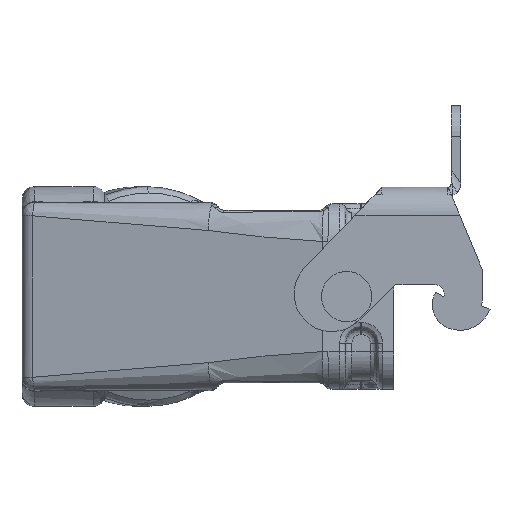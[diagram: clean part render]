
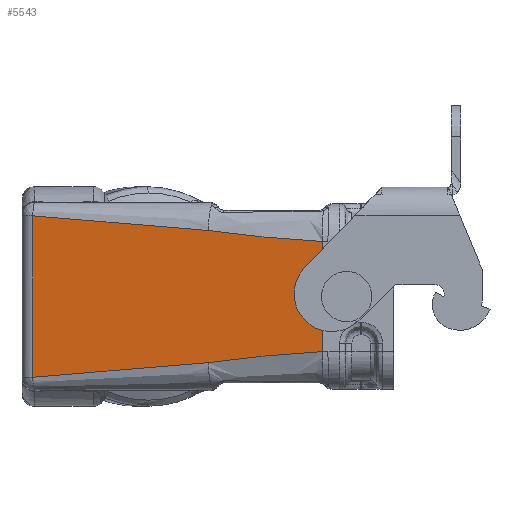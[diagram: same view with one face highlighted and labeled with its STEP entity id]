
A CAD part, left-side view. The second image highlights one B-rep face of the part: STEP entity #5543.
In plain terms, the highlighted planar face has unit normal (-0.99, 0.139, 0).
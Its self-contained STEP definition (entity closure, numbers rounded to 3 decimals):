
#4749=B_SPLINE_CURVE_WITH_KNOTS('',3,(#21428,#21429,#21430,#21431,#21432,
#21433,#21434,#21435,#21436,#21437),.UNSPECIFIED.,.F.,.F.,(4,3,3,4),(0.,
0.026,0.634,1.),.UNSPECIFIED.);
#4788=B_SPLINE_CURVE_WITH_KNOTS('',3,(#22567,#22568,#22569,#22570,#22571,
#22572,#22573,#22574,#22575,#22576),.UNSPECIFIED.,.F.,.F.,(4,3,3,4),(0.,
0.026,0.634,1.),.UNSPECIFIED.);
#4848=B_SPLINE_CURVE_WITH_KNOTS('',3,(#24520,#24521,#24522,#24523,#24524,
#24525,#24526,#24527,#24528,#24529,#24530,#24531,#24532,#24533,#24534,#24535,
#24536,#24537,#24538,#24539,#24540,#24541),.UNSPECIFIED.,.F.,.F.,(4,2,2,
2,2,2,2,2,2,2,4),(0.,0.023,0.046,0.077,
0.123,0.246,0.494,0.743,
0.868,0.992,1.),.UNSPECIFIED.);
#4849=B_SPLINE_CURVE_WITH_KNOTS('',3,(#24542,#24543,#24544,#24545,#24546,
#24547,#24548,#24549,#24550,#24551,#24552,#24553,#24554,#24555,#24556,#24557,
#24558,#24559,#24560,#24561,#24562,#24563),.UNSPECIFIED.,.F.,.F.,(4,2,2,
2,2,2,2,2,2,2,4),(0.,0.023,0.046,0.077,
0.123,0.246,0.494,0.743,
0.868,0.992,1.),.UNSPECIFIED.);
#5543=ADVANCED_FACE('',(#6419),#6014,.F.);
#6014=PLANE('',#15406);
#6419=FACE_OUTER_BOUND('',#7090,.T.);
#7090=EDGE_LOOP('',(#9361,#9362,#9363,#9364,#9365,#9366));
#9361=ORIENTED_EDGE('',*,*,#12836,.T.);
#9362=ORIENTED_EDGE('',*,*,#12995,.T.);
#9363=ORIENTED_EDGE('',*,*,#12990,.F.);
#9364=ORIENTED_EDGE('',*,*,#13178,.F.);
#9365=ORIENTED_EDGE('',*,*,#12423,.T.);
#9366=ORIENTED_EDGE('',*,*,#13179,.T.);
#11391=VERTEX_POINT('',#18274);
#11392=VERTEX_POINT('',#18276);
#11637=VERTEX_POINT('',#20200);
#11680=VERTEX_POINT('',#21438);
#11777=VERTEX_POINT('',#22566);
#11778=VERTEX_POINT('',#22577);
#12423=EDGE_CURVE('',#11392,#11391,#14091,.T.);
#12836=EDGE_CURVE('',#11680,#11637,#4749,.T.);
#12990=EDGE_CURVE('',#11777,#11778,#4788,.T.);
#12995=EDGE_CURVE('',#11637,#11778,#14233,.T.);
#13178=EDGE_CURVE('',#11392,#11777,#4848,.T.);
#13179=EDGE_CURVE('',#11391,#11680,#4849,.T.);
#14091=LINE('',#18275,#14566);
#14233=LINE('',#22613,#14708);
#14566=VECTOR('',#15955,1.);
#14708=VECTOR('',#16607,1.);
#15406=AXIS2_PLACEMENT_3D('',#24564,#16808,#16809);
#15955=DIRECTION('',(0.,0.,1.));
#16607=DIRECTION('',(0.,0.,-1.));
#16808=DIRECTION('',(0.99,-0.139,0.));
#16809=DIRECTION('',(-0.139,-0.99,0.));
#18274=CARTESIAN_POINT('',(-54.786,2.694,-18.265));
#18275=CARTESIAN_POINT('',(-54.786,2.694,-26.028));
#18276=CARTESIAN_POINT('',(-54.786,2.694,-35.79));
#20200=CARTESIAN_POINT('',(-48.31,48.772,-14.172));
#21428=CARTESIAN_POINT('',(-52.236,20.833,-16.51));
#21429=CARTESIAN_POINT('',(-52.203,21.072,-16.49));
#21430=CARTESIAN_POINT('',(-52.169,21.311,-16.47));
#21431=CARTESIAN_POINT('',(-52.136,21.55,-16.45));
#21432=CARTESIAN_POINT('',(-51.339,27.214,-15.976));
#21433=CARTESIAN_POINT('',(-50.543,32.879,-15.502));
#21434=CARTESIAN_POINT('',(-49.747,38.544,-15.028));
#21435=CARTESIAN_POINT('',(-49.268,41.953,-14.742));
#21436=CARTESIAN_POINT('',(-48.789,45.363,-14.457));
#21437=CARTESIAN_POINT('',(-48.31,48.772,-14.172));
#21438=CARTESIAN_POINT('',(-52.236,20.833,-16.51));
#22566=CARTESIAN_POINT('',(-52.236,20.833,-37.546));
#22567=CARTESIAN_POINT('',(-52.236,20.833,-37.546));
#22568=CARTESIAN_POINT('',(-52.203,21.072,-37.566));
#22569=CARTESIAN_POINT('',(-52.169,21.311,-37.586));
#22570=CARTESIAN_POINT('',(-52.136,21.55,-37.606));
#22571=CARTESIAN_POINT('',(-51.339,27.214,-38.08));
#22572=CARTESIAN_POINT('',(-50.543,32.879,-38.554));
#22573=CARTESIAN_POINT('',(-49.747,38.544,-39.028));
#22574=CARTESIAN_POINT('',(-49.268,41.953,-39.313));
#22575=CARTESIAN_POINT('',(-48.789,45.363,-39.598));
#22576=CARTESIAN_POINT('',(-48.31,48.772,-39.884));
#22577=CARTESIAN_POINT('',(-48.31,48.772,-39.884));
#22613=CARTESIAN_POINT('',(-48.31,48.772,-39.884));
#24520=CARTESIAN_POINT('',(-54.786,2.694,-35.779));
#24521=CARTESIAN_POINT('',(-54.766,2.833,-35.781));
#24522=CARTESIAN_POINT('',(-54.747,2.971,-35.783));
#24523=CARTESIAN_POINT('',(-54.707,3.252,-35.787));
#24524=CARTESIAN_POINT('',(-54.687,3.393,-35.792));
#24525=CARTESIAN_POINT('',(-54.641,3.723,-35.801));
#24526=CARTESIAN_POINT('',(-54.615,3.911,-35.808));
#24527=CARTESIAN_POINT('',(-54.549,4.379,-35.825));
#24528=CARTESIAN_POINT('',(-54.509,4.661,-35.838));
#24529=CARTESIAN_POINT('',(-54.364,5.693,-35.892));
#24530=CARTESIAN_POINT('',(-54.259,6.443,-35.944));
#24531=CARTESIAN_POINT('',(-53.942,8.696,-36.131));
#24532=CARTESIAN_POINT('',(-53.731,10.194,-36.296));
#24533=CARTESIAN_POINT('',(-53.311,13.188,-36.655));
#24534=CARTESIAN_POINT('',(-53.1,14.685,-36.849));
#24535=CARTESIAN_POINT('',(-52.784,16.933,-37.124));
#24536=CARTESIAN_POINT('',(-52.679,17.682,-37.214));
#24537=CARTESIAN_POINT('',(-52.468,19.181,-37.38));
#24538=CARTESIAN_POINT('',(-52.363,19.931,-37.455));
#24539=CARTESIAN_POINT('',(-52.25,20.732,-37.533));
#24540=CARTESIAN_POINT('',(-52.243,20.782,-37.541));
#24541=CARTESIAN_POINT('',(-52.236,20.833,-37.546));
#24542=CARTESIAN_POINT('',(-54.786,2.694,-18.276));
#24543=CARTESIAN_POINT('',(-54.766,2.833,-18.274));
#24544=CARTESIAN_POINT('',(-54.747,2.971,-18.272));
#24545=CARTESIAN_POINT('',(-54.707,3.252,-18.268));
#24546=CARTESIAN_POINT('',(-54.687,3.393,-18.263));
#24547=CARTESIAN_POINT('',(-54.641,3.723,-18.254));
#24548=CARTESIAN_POINT('',(-54.615,3.911,-18.247));
#24549=CARTESIAN_POINT('',(-54.549,4.379,-18.23));
#24550=CARTESIAN_POINT('',(-54.509,4.661,-18.217));
#24551=CARTESIAN_POINT('',(-54.364,5.693,-18.164));
#24552=CARTESIAN_POINT('',(-54.259,6.443,-18.111));
#24553=CARTESIAN_POINT('',(-53.942,8.696,-17.924));
#24554=CARTESIAN_POINT('',(-53.731,10.194,-17.76));
#24555=CARTESIAN_POINT('',(-53.311,13.188,-17.401));
#24556=CARTESIAN_POINT('',(-53.1,14.685,-17.206));
#24557=CARTESIAN_POINT('',(-52.784,16.933,-16.931));
#24558=CARTESIAN_POINT('',(-52.679,17.682,-16.841));
#24559=CARTESIAN_POINT('',(-52.468,19.181,-16.675));
#24560=CARTESIAN_POINT('',(-52.363,19.931,-16.6));
#24561=CARTESIAN_POINT('',(-52.25,20.732,-16.522));
#24562=CARTESIAN_POINT('',(-52.243,20.782,-16.515));
#24563=CARTESIAN_POINT('',(-52.236,20.833,-16.51));
#24564=CARTESIAN_POINT('',(-47.715,53.004,-27.028));
